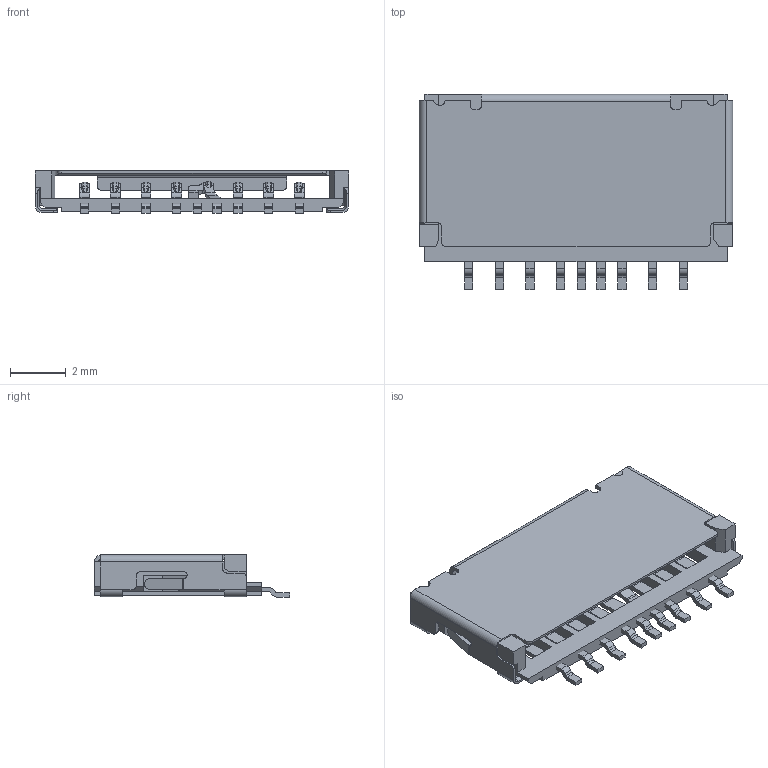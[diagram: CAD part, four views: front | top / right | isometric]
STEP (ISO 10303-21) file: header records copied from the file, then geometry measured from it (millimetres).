
FILE_DESCRIPTION(/* description */ ('STEP AP242','CAx-IF Rec.Pracs.---Representation and Presentation of Product Manufacturing Information (PMI)---4.0---2014-10-13','CAx-IF Rec.Pracs.---3D Tessellated Geometry---0.4---2014-09-14','2;1'),/* implementation_level */ '2;1');
FILE_NAME(/* name */ '67dd8d67d0088813c57673dc',/* time_stamp */ '2025-03-21T16:01:44Z',/* author */ (''),/* organization */ (''),/* preprocessor_version */ 'ST-DEVELOPER v20',/* originating_system */ 'ONSHAPE BY PTC INC, 1.195',/* authorisation */ ' ');
FILE_SCHEMA (('AP242_MANAGED_MODEL_BASED_3D_ENGINEERING_MIM_LF { 1 0 10303 442 1 1 4 }'));
Length unit declared in the file: metre
Products named in the file (11): 83721C7F-32BC-402F-9845-702A87134162
Bounding box: 11.25 x 7 x 1.51 mm (x, y, z)
Volume: 31.2 mm3; surface area: 336.7 mm2
Topology: 10 solids, 11 shells, 709 faces, 1984 edges, 1295 vertices
Faces by surface type: plane 396, cylinder 284, torus 18, bspline 5, sphere 4, cone 2
Entity records: 26918 total; most frequent: CARTESIAN_POINT 4457, DIRECTION 4004, ORIENTED_EDGE 3966, EDGE_CURVE 1985, AXIS2_PLACEMENT_3D 1338, LINE 1328, VECTOR 1328, VERTEX_POINT 1296
